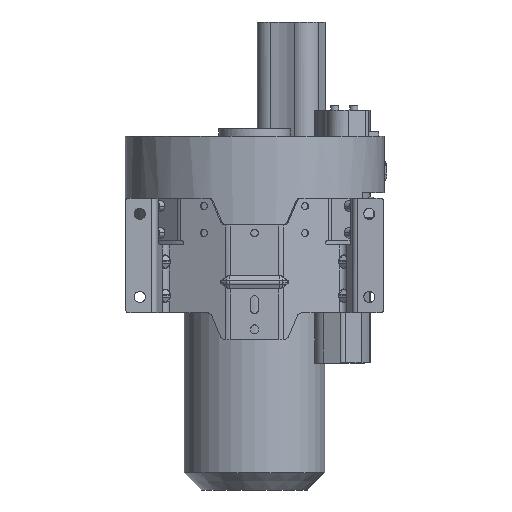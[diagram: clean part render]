
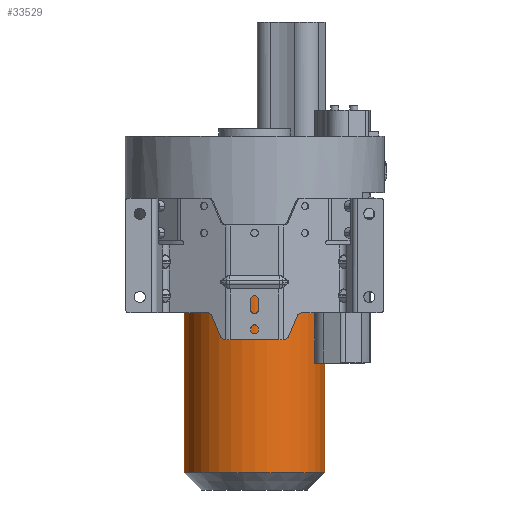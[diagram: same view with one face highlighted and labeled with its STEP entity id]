
A CAD part, front view. The second image highlights one B-rep face of the part: STEP entity #33529.
In plain terms, the highlighted cylindrical face has radius 88.7 mm (diameter 177.4 mm), a partial arc.
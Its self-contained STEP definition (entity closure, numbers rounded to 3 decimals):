
#279 = FACE_OUTER_BOUND ( 'NONE', #6377, .T. ) ;
#352 = EDGE_CURVE ( 'NONE', #6038, #19627, #11638, .T. ) ;
#1525 = EDGE_CURVE ( 'NONE', #5526, #6038, #21976, .T. ) ;
#1543 = DIRECTION ( 'NONE',  ( 0., 0., 1. ) ) ;
#2468 = DIRECTION ( 'NONE',  ( 0., 0., -1. ) ) ;
#2606 = VERTEX_POINT ( 'NONE', #23611 ) ;
#3757 = ORIENTED_EDGE ( 'NONE', *, *, #352, .T. ) ;
#5526 = VERTEX_POINT ( 'NONE', #7984 ) ;
#6038 = VERTEX_POINT ( 'NONE', #26437 ) ;
#6377 = EDGE_LOOP ( 'NONE', ( #8587, #10944, #35950, #3757 ) ) ;
#7984 = CARTESIAN_POINT ( 'NONE',  ( -88.7, 0., -104. ) ) ;
#8587 = ORIENTED_EDGE ( 'NONE', *, *, #12131, .F. ) ;
#9291 = DIRECTION ( 'NONE',  ( -1., 0., 0. ) ) ;
#9733 = DIRECTION ( 'NONE',  ( 0., 0., 1. ) ) ;
#10944 = ORIENTED_EDGE ( 'NONE', *, *, #31740, .F. ) ;
#11157 = CIRCLE ( 'NONE', #25278, 88.7 ) ;
#11638 = CIRCLE ( 'NONE', #12818, 88.7 ) ;
#12131 = EDGE_CURVE ( 'NONE', #2606, #19627, #22056, .T. ) ;
#12818 = AXIS2_PLACEMENT_3D ( 'NONE', #14791, #1543, #28959 ) ;
#14602 = VECTOR ( 'NONE', #2468, 1000. ) ;
#14791 = CARTESIAN_POINT ( 'NONE',  ( 0., 0., -388. ) ) ;
#17015 = CARTESIAN_POINT ( 'NONE',  ( 0., 0., -104. ) ) ;
#19627 = VERTEX_POINT ( 'NONE', #25786 ) ;
#19962 = DIRECTION ( 'NONE',  ( 0., 0., -1. ) ) ;
#21482 = DIRECTION ( 'NONE',  ( -1., 0., 0. ) ) ;
#21976 = LINE ( 'NONE', #32632, #14602 ) ;
#22056 = LINE ( 'NONE', #22240, #34704 ) ;
#22240 = CARTESIAN_POINT ( 'NONE',  ( 88.7, 0., -104. ) ) ;
#23611 = CARTESIAN_POINT ( 'NONE',  ( 88.7, 0., -104. ) ) ;
#25278 = AXIS2_PLACEMENT_3D ( 'NONE', #35485, #9733, #21482 ) ;
#25786 = CARTESIAN_POINT ( 'NONE',  ( 88.7, 0., -388. ) ) ;
#26437 = CARTESIAN_POINT ( 'NONE',  ( -88.7, 0., -388. ) ) ;
#28959 = DIRECTION ( 'NONE',  ( -1., 0., 0. ) ) ;
#30054 = AXIS2_PLACEMENT_3D ( 'NONE', #17015, #19962, #9291 ) ;
#31532 = CYLINDRICAL_SURFACE ( 'NONE', #30054, 88.7 ) ;
#31740 = EDGE_CURVE ( 'NONE', #5526, #2606, #11157, .T. ) ;
#32632 = CARTESIAN_POINT ( 'NONE',  ( -88.7, 0., -104. ) ) ;
#33087 = DIRECTION ( 'NONE',  ( 0., 0., -1. ) ) ;
#33529 = ADVANCED_FACE ( 'NONE', ( #279 ), #31532, .T. ) ;
#34704 = VECTOR ( 'NONE', #33087, 1000. ) ;
#35485 = CARTESIAN_POINT ( 'NONE',  ( 0., 0., -104. ) ) ;
#35950 = ORIENTED_EDGE ( 'NONE', *, *, #1525, .T. ) ;
